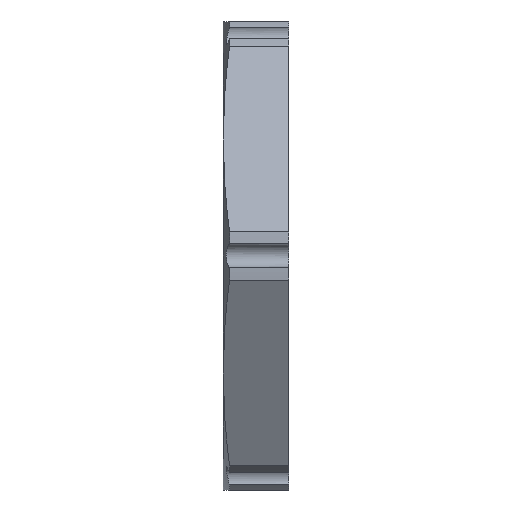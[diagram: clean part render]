
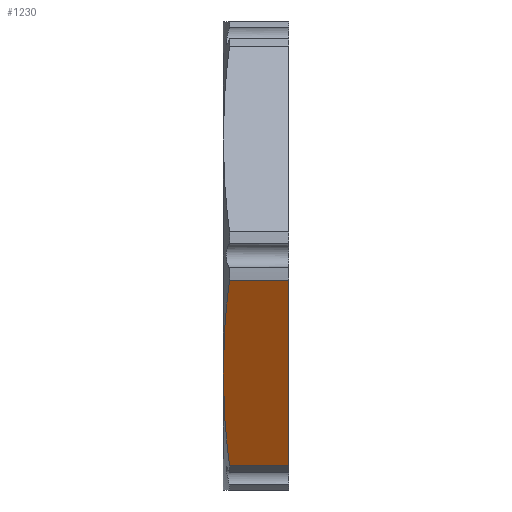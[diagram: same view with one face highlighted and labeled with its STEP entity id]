
A CAD part, left-side view. The second image highlights one B-rep face of the part: STEP entity #1230.
In plain terms, the highlighted planar face has unit normal (-0.866, 0, -0.5).
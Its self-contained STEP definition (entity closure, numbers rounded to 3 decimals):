
#157=DIRECTION('',(0.5,0.,-0.866));
#158=VECTOR('',#157,22.913);
#159=CARTESIAN_POINT('',(-27.379,0.,-2.578));
#160=LINE('',#159,#158);
#175=DIRECTION('',(0.,-1.,0.));
#176=VECTOR('',#175,6.33);
#177=CARTESIAN_POINT('',(-27.379,6.33,-2.578));
#178=LINE('',#177,#176);
#233=CARTESIAN_POINT('',(-21.651,7.,-12.5));
#234=CARTESIAN_POINT('',(-21.865,7.,-12.129));
#235=CARTESIAN_POINT('',(-22.292,6.994,-11.39));
#236=CARTESIAN_POINT('',(-22.928,6.968,-10.287));
#237=CARTESIAN_POINT('',(-23.563,6.925,-9.187));
#238=CARTESIAN_POINT('',(-24.196,6.865,-8.092));
#239=CARTESIAN_POINT('',(-24.828,6.79,-6.996));
#240=CARTESIAN_POINT('',(-25.463,6.698,-5.897));
#241=CARTESIAN_POINT('',(-26.097,6.591,-4.798));
#242=CARTESIAN_POINT('',(-26.735,6.469,-3.693));
#243=CARTESIAN_POINT('',(-27.164,6.378,-2.951));
#244=CARTESIAN_POINT('',(-27.379,6.33,-2.578));
#506=CARTESIAN_POINT('',(-15.922,6.33,-22.422));
#507=CARTESIAN_POINT('',(-16.136,6.378,-22.052));
#508=CARTESIAN_POINT('',(-16.562,6.468,-21.314));
#509=CARTESIAN_POINT('',(-17.201,6.591,-20.207));
#510=CARTESIAN_POINT('',(-17.839,6.698,-19.101));
#511=CARTESIAN_POINT('',(-18.48,6.79,-17.993));
#512=CARTESIAN_POINT('',(-19.118,6.867,-16.887));
#513=CARTESIAN_POINT('',(-19.754,6.926,-15.785));
#514=CARTESIAN_POINT('',(-20.389,6.969,-14.685));
#515=CARTESIAN_POINT('',(-21.022,6.994,-13.589));
#516=CARTESIAN_POINT('',(-21.441,7.,-12.862));
#517=CARTESIAN_POINT('',(-21.651,7.,-12.5));
#519=DIRECTION('',(0.,1.,0.));
#520=VECTOR('',#519,6.33);
#521=CARTESIAN_POINT('',(-15.922,0.,-22.422));
#522=LINE('',#521,#520);
#754=CARTESIAN_POINT('',(-27.379,0.,-2.578));
#756=VERTEX_POINT('',#754);
#757=CARTESIAN_POINT('',(-15.922,0.,-22.422));
#758=VERTEX_POINT('',#757);
#839=CARTESIAN_POINT('',(-15.922,6.33,-22.422));
#840=VERTEX_POINT('',#839);
#841=CARTESIAN_POINT('',(-27.379,6.33,-2.578));
#842=VERTEX_POINT('',#841);
#843=VERTEX_POINT('',#233);
#1218=CARTESIAN_POINT('',(-15.922,7.,-22.422));
#1219=DIRECTION('',(0.866,0.,0.5));
#1220=DIRECTION('',(0.5,0.,-0.866));
#1221=AXIS2_PLACEMENT_3D('',#1218,#1219,#1220);
#1222=PLANE('',#1221);
#1223=ORIENTED_EDGE('',*,*,#1187,.T.);
#1224=ORIENTED_EDGE('',*,*,#1173,.T.);
#1225=ORIENTED_EDGE('',*,*,#982,.T.);
#1226=ORIENTED_EDGE('',*,*,#963,.T.);
#1227=ORIENTED_EDGE('',*,*,#942,.T.);
#1228=EDGE_LOOP('',(#1223,#1224,#1225,#1226,#1227));
#1229=FACE_OUTER_BOUND('',#1228,.F.);
#1230=ADVANCED_FACE('',(#1229),#1222,.F.);
#245=B_SPLINE_CURVE_WITH_KNOTS('',3,(#233,#234,#235,#236,#237,#238,#239,#240,
#241,#242,#243,#244),.UNSPECIFIED.,.F.,.F.,(4,1,1,1,1,1,1,1,1,4),(0.,
0.111,0.222,0.333,0.444,
0.556,0.667,0.778,0.889,1.),
.UNSPECIFIED.);
#518=B_SPLINE_CURVE_WITH_KNOTS('',3,(#506,#507,#508,#509,#510,#511,#512,#513,
#514,#515,#516,#517),.UNSPECIFIED.,.F.,.F.,(4,1,1,1,1,1,1,1,1,4),(0.,
0.111,0.222,0.333,0.444,
0.556,0.667,0.778,0.889,1.),
.UNSPECIFIED.);
#942=EDGE_CURVE('',#756,#758,#160,.T.);
#963=EDGE_CURVE('',#842,#756,#178,.T.);
#982=EDGE_CURVE('',#843,#842,#245,.T.);
#1173=EDGE_CURVE('',#840,#843,#518,.T.);
#1187=EDGE_CURVE('',#758,#840,#522,.T.);
